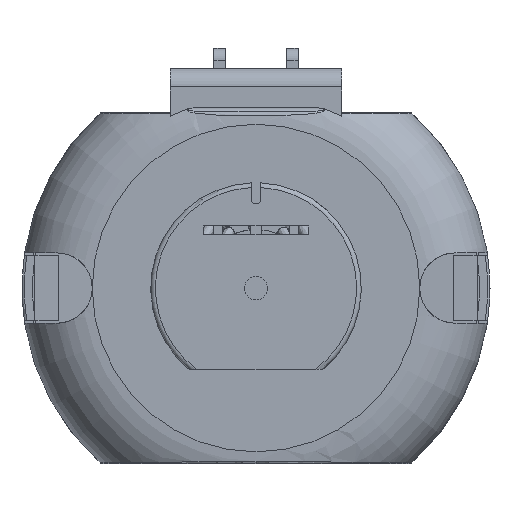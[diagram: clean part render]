
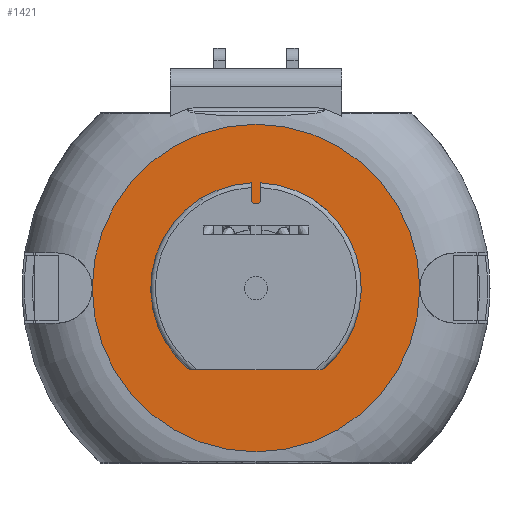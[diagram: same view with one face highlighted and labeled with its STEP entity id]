
A CAD part, front view. The second image highlights one B-rep face of the part: STEP entity #1421.
In plain terms, the highlighted planar face has unit normal (0, -1, 0).
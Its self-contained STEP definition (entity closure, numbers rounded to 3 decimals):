
#1308=CARTESIAN_POINT('Axis2P3D Location',(0.,0.,0.)) ;
#1313=CARTESIAN_POINT('Axis2P3D Location',(0.,0.,0.)) ;
#1317=CARTESIAN_POINT('Vertex',(-7.,0.,-0.024)) ;
#1319=CARTESIAN_POINT('Vertex',(-7.,0.,0.)) ;
#1322=CARTESIAN_POINT('Axis2P3D Location',(0.,0.,0.)) ;
#1326=CARTESIAN_POINT('Vertex',(7.,0.,-0.024)) ;
#1329=CARTESIAN_POINT('Axis2P3D Location',(0.,0.,0.)) ;
#1333=CARTESIAN_POINT('Vertex',(7.,0.,0.)) ;
#1336=CARTESIAN_POINT('Axis2P3D Location',(0.,0.,0.)) ;
#1340=CARTESIAN_POINT('Vertex',(7.,0.,0.024)) ;
#1343=CARTESIAN_POINT('Axis2P3D Location',(0.,0.,0.)) ;
#1347=CARTESIAN_POINT('Vertex',(-7.,0.,0.024)) ;
#1350=CARTESIAN_POINT('Axis2P3D Location',(0.,0.,0.)) ;
#1363=CARTESIAN_POINT('Axis2P3D Location',(0.,0.,3.8)) ;
#1367=CARTESIAN_POINT('Vertex',(0.2,0.,3.8)) ;
#1369=CARTESIAN_POINT('Vertex',(-0.2,0.,3.8)) ;
#1372=CARTESIAN_POINT('Line Origine',(0.2,0.,4.148)) ;
#1376=CARTESIAN_POINT('Vertex',(0.2,0.,4.496)) ;
#1379=CARTESIAN_POINT('Axis2P3D Location',(0.,0.,0.)) ;
#1383=CARTESIAN_POINT('Vertex',(2.828,0.,-3.5)) ;
#1386=CARTESIAN_POINT('Line Origine',(1.414,0.,-3.5)) ;
#1390=CARTESIAN_POINT('Vertex',(0.,0.,-3.5)) ;
#1393=CARTESIAN_POINT('Line Origine',(-1.414,0.,-3.5)) ;
#1397=CARTESIAN_POINT('Vertex',(-2.828,0.,-3.5)) ;
#1400=CARTESIAN_POINT('Axis2P3D Location',(0.,0.,0.)) ;
#1404=CARTESIAN_POINT('Vertex',(-0.2,0.,4.496)) ;
#1407=CARTESIAN_POINT('Line Origine',(-0.2,0.,4.148)) ;
#1309=DIRECTION('Axis2P3D Direction',(0.,1.,0.)) ;
#1310=DIRECTION('Axis2P3D XDirection',(-1.,0.,0.)) ;
#1314=DIRECTION('Axis2P3D Direction',(0.,1.,0.)) ;
#1323=DIRECTION('Axis2P3D Direction',(0.,1.,0.)) ;
#1330=DIRECTION('Axis2P3D Direction',(0.,1.,0.)) ;
#1337=DIRECTION('Axis2P3D Direction',(0.,1.,0.)) ;
#1344=DIRECTION('Axis2P3D Direction',(0.,1.,0.)) ;
#1351=DIRECTION('Axis2P3D Direction',(0.,1.,0.)) ;
#1364=DIRECTION('Axis2P3D Direction',(0.,1.,0.)) ;
#1373=DIRECTION('Vector Direction',(0.,0.,1.)) ;
#1380=DIRECTION('Axis2P3D Direction',(0.,1.,0.)) ;
#1387=DIRECTION('Vector Direction',(1.,0.,0.)) ;
#1394=DIRECTION('Vector Direction',(-1.,0.,0.)) ;
#1401=DIRECTION('Axis2P3D Direction',(0.,1.,0.)) ;
#1408=DIRECTION('Vector Direction',(0.,0.,1.)) ;
#1311=AXIS2_PLACEMENT_3D('Plane Axis2P3D',#1308,#1309,#1310) ;
#1315=AXIS2_PLACEMENT_3D('Circle Axis2P3D',#1313,#1314,$) ;
#1324=AXIS2_PLACEMENT_3D('Circle Axis2P3D',#1322,#1323,$) ;
#1331=AXIS2_PLACEMENT_3D('Circle Axis2P3D',#1329,#1330,$) ;
#1338=AXIS2_PLACEMENT_3D('Circle Axis2P3D',#1336,#1337,$) ;
#1345=AXIS2_PLACEMENT_3D('Circle Axis2P3D',#1343,#1344,$) ;
#1352=AXIS2_PLACEMENT_3D('Circle Axis2P3D',#1350,#1351,$) ;
#1365=AXIS2_PLACEMENT_3D('Circle Axis2P3D',#1363,#1364,$) ;
#1381=AXIS2_PLACEMENT_3D('Circle Axis2P3D',#1379,#1380,$) ;
#1402=AXIS2_PLACEMENT_3D('Circle Axis2P3D',#1400,#1401,$) ;
#1356=ORIENTED_EDGE('',*,*,#1321,.F.) ;
#1357=ORIENTED_EDGE('',*,*,#1328,.F.) ;
#1358=ORIENTED_EDGE('',*,*,#1335,.F.) ;
#1359=ORIENTED_EDGE('',*,*,#1342,.F.) ;
#1360=ORIENTED_EDGE('',*,*,#1349,.F.) ;
#1361=ORIENTED_EDGE('',*,*,#1354,.F.) ;
#1413=ORIENTED_EDGE('',*,*,#1371,.F.) ;
#1414=ORIENTED_EDGE('',*,*,#1378,.F.) ;
#1415=ORIENTED_EDGE('',*,*,#1385,.F.) ;
#1416=ORIENTED_EDGE('',*,*,#1392,.F.) ;
#1417=ORIENTED_EDGE('',*,*,#1399,.F.) ;
#1418=ORIENTED_EDGE('',*,*,#1406,.F.) ;
#1419=ORIENTED_EDGE('',*,*,#1411,.F.) ;
#1420=FACE_BOUND('',#1412,.T.) ;
#1374=VECTOR('Line Direction',#1373,1.) ;
#1388=VECTOR('Line Direction',#1387,1.) ;
#1395=VECTOR('Line Direction',#1394,1.) ;
#1409=VECTOR('Line Direction',#1408,1.) ;
#1421=ADVANCED_FACE('PartBody',(#1362,#1420),#1312,.F.) ;
#1316=CIRCLE('generated circle',#1315,7.) ;
#1325=CIRCLE('generated circle',#1324,7.) ;
#1332=CIRCLE('generated circle',#1331,7.) ;
#1339=CIRCLE('generated circle',#1338,7.) ;
#1346=CIRCLE('generated circle',#1345,7.) ;
#1353=CIRCLE('generated circle',#1352,7.) ;
#1366=CIRCLE('generated circle',#1365,0.2) ;
#1382=CIRCLE('generated circle',#1381,4.5) ;
#1403=CIRCLE('generated circle',#1402,4.5) ;
#1321=EDGE_CURVE('',#1318,#1320,#1316,.T.) ;
#1328=EDGE_CURVE('',#1327,#1318,#1325,.T.) ;
#1335=EDGE_CURVE('',#1334,#1327,#1332,.T.) ;
#1342=EDGE_CURVE('',#1341,#1334,#1339,.T.) ;
#1349=EDGE_CURVE('',#1348,#1341,#1346,.T.) ;
#1354=EDGE_CURVE('',#1320,#1348,#1353,.T.) ;
#1371=EDGE_CURVE('',#1368,#1370,#1366,.T.) ;
#1378=EDGE_CURVE('',#1377,#1368,#1375,.F.) ;
#1385=EDGE_CURVE('',#1384,#1377,#1382,.F.) ;
#1392=EDGE_CURVE('',#1391,#1384,#1389,.T.) ;
#1399=EDGE_CURVE('',#1398,#1391,#1396,.F.) ;
#1406=EDGE_CURVE('',#1405,#1398,#1403,.F.) ;
#1411=EDGE_CURVE('',#1370,#1405,#1410,.T.) ;
#1355=EDGE_LOOP('',(#1356,#1357,#1358,#1359,#1360,#1361)) ;
#1412=EDGE_LOOP('',(#1413,#1414,#1415,#1416,#1417,#1418,#1419)) ;
#1362=FACE_OUTER_BOUND('',#1355,.T.) ;
#1375=LINE('Line',#1372,#1374) ;
#1389=LINE('Line',#1386,#1388) ;
#1396=LINE('Line',#1393,#1395) ;
#1410=LINE('Line',#1407,#1409) ;
#1312=PLANE('',#1311) ;
#1318=VERTEX_POINT('',#1317) ;
#1320=VERTEX_POINT('',#1319) ;
#1327=VERTEX_POINT('',#1326) ;
#1334=VERTEX_POINT('',#1333) ;
#1341=VERTEX_POINT('',#1340) ;
#1348=VERTEX_POINT('',#1347) ;
#1368=VERTEX_POINT('',#1367) ;
#1370=VERTEX_POINT('',#1369) ;
#1377=VERTEX_POINT('',#1376) ;
#1384=VERTEX_POINT('',#1383) ;
#1391=VERTEX_POINT('',#1390) ;
#1398=VERTEX_POINT('',#1397) ;
#1405=VERTEX_POINT('',#1404) ;
